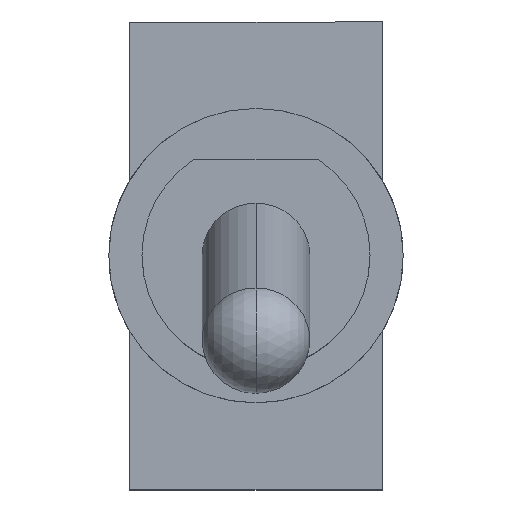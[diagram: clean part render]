
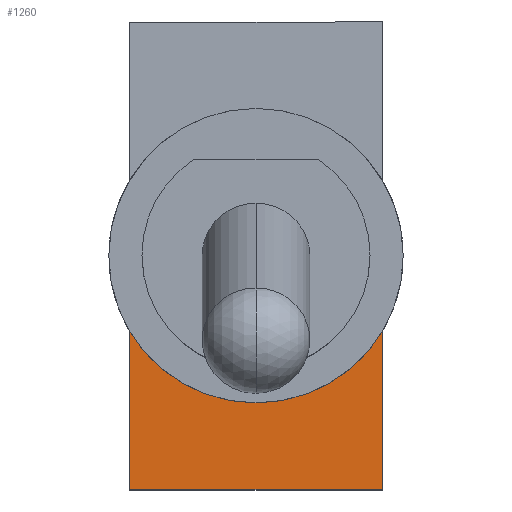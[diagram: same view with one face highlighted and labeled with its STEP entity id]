
A CAD part, top view. The second image highlights one B-rep face of the part: STEP entity #1260.
In plain terms, the highlighted planar face has unit normal (0, 0, 1).
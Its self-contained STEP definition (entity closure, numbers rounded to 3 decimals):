
#5 = EDGE_CURVE ( 'NONE', #37, #276, #1148, .T. ) ;
#15 = CARTESIAN_POINT ( 'NONE',  ( -3.43, -6.35, 9.6 ) ) ;
#37 = VERTEX_POINT ( 'NONE', #842 ) ;
#77 = CARTESIAN_POINT ( 'NONE',  ( -3.43, 6.35, 9.6 ) ) ;
#103 = ORIENTED_EDGE ( 'NONE', *, *, #138, .T. ) ;
#138 = EDGE_CURVE ( 'NONE', #276, #501, #311, .T. ) ;
#146 = AXIS2_PLACEMENT_3D ( 'NONE', #744, #236, #428 ) ;
#236 = DIRECTION ( 'NONE',  ( 0., 0., -1. ) ) ;
#250 = CARTESIAN_POINT ( 'NONE',  ( -3.43, -2.058, 9.6 ) ) ;
#253 = LINE ( 'NONE', #77, #1135 ) ;
#276 = VERTEX_POINT ( 'NONE', #1147 ) ;
#311 = CIRCLE ( 'NONE', #146, 4. ) ;
#333 = DIRECTION ( 'NONE',  ( 0., 0., 1. ) ) ;
#373 = EDGE_LOOP ( 'NONE', ( #374, #103, #666, #679 ) ) ;
#374 = ORIENTED_EDGE ( 'NONE', *, *, #5, .T. ) ;
#414 = FACE_OUTER_BOUND ( 'NONE', #373, .T. ) ;
#428 = DIRECTION ( 'NONE',  ( -1., 0., 0. ) ) ;
#501 = VERTEX_POINT ( 'NONE', #250 ) ;
#546 = EDGE_CURVE ( 'NONE', #973, #37, #817, .T. ) ;
#615 = CARTESIAN_POINT ( 'NONE',  ( 3.43, 6.35, 9.6 ) ) ;
#649 = PLANE ( 'NONE',  #1182 ) ;
#666 = ORIENTED_EDGE ( 'NONE', *, *, #771, .T. ) ;
#679 = ORIENTED_EDGE ( 'NONE', *, *, #546, .T. ) ;
#744 = CARTESIAN_POINT ( 'NONE',  ( 0., 0., 9.6 ) ) ;
#771 = EDGE_CURVE ( 'NONE', #501, #973, #253, .T. ) ;
#785 = DIRECTION ( 'NONE',  ( 0., -1., 0. ) ) ;
#817 = LINE ( 'NONE', #955, #1227 ) ;
#842 = CARTESIAN_POINT ( 'NONE',  ( 3.43, -6.35, 9.6 ) ) ;
#845 = DIRECTION ( 'NONE',  ( 1., 0., 0. ) ) ;
#858 = DIRECTION ( 'NONE',  ( 1., 0., 0. ) ) ;
#955 = CARTESIAN_POINT ( 'NONE',  ( -3.43, -6.35, 9.6 ) ) ;
#973 = VERTEX_POINT ( 'NONE', #15 ) ;
#1111 = VECTOR ( 'NONE', #1223, 1000. ) ;
#1135 = VECTOR ( 'NONE', #785, 1000. ) ;
#1147 = CARTESIAN_POINT ( 'NONE',  ( 3.43, -2.058, 9.6 ) ) ;
#1148 = LINE ( 'NONE', #615, #1111 ) ;
#1182 = AXIS2_PLACEMENT_3D ( 'NONE', #1238, #333, #845 ) ;
#1223 = DIRECTION ( 'NONE',  ( 0., 1., 0. ) ) ;
#1227 = VECTOR ( 'NONE', #858, 1000. ) ;
#1238 = CARTESIAN_POINT ( 'NONE',  ( 0., 0., 9.6 ) ) ;
#1260 = ADVANCED_FACE ( 'NONE', ( #414 ), #649, .T. ) ;
